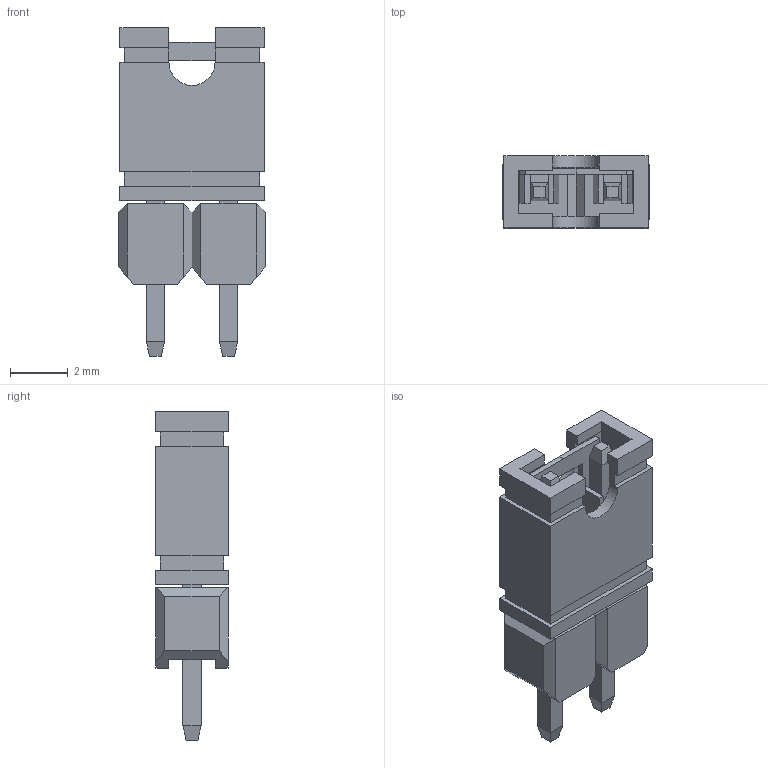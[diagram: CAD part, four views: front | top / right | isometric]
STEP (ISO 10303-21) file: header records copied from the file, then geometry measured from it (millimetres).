
FILE_DESCRIPTION(('FreeCAD Model'),'2;1');
FILE_NAME( 'MJO-60 red 2pins.step', '2020-05-18T11:00:56',('Author'),(''), 'Open CASCADE STEP processor 7.3','FreeCAD','Unknown');
FILE_SCHEMA(('AUTOMOTIVE_DESIGN { 1 0 10303 214 1 1 1 1 }'));
Length unit declared in the file: millimetre
Products named in the file (5): DS1027_2B_MJ_O_MJ_C_Jumpers_0_19; Export_pin_metal; Export_plastic_body; Export_jumper_metal; Export_plastic_jumper_body
Assembly tree (4 placements, depth 2):
  DS1027_2B_MJ_O_MJ_C_Jumpers_0_19
    Export_pin_metal
    Export_plastic_body
    Export_jumper_metal
    Export_plastic_jumper_body
Bounding box: 5.08 x 2.5 x 11.4 mm (x, y, z)
Volume: 73.4 mm3; surface area: 364.8 mm2
Topology: 6 solids, 6 shells, 183 faces, 476 edges, 298 vertices
Faces by surface type: plane 165, bspline 16, cylinder 2
Entity records: 11729 total; most frequent: CARTESIAN_POINT 2006, DIRECTION 1742, LINE 1388, VECTOR 1388, ORIENTED_EDGE 952, PCURVE 952, DEFINITIONAL_REPRESENTATION 952, EDGE_CURVE 476
